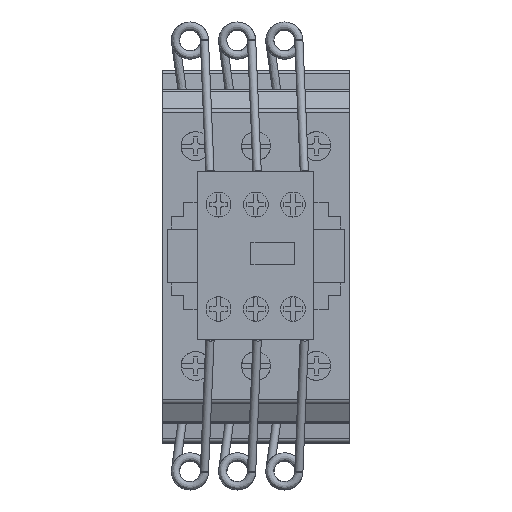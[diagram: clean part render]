
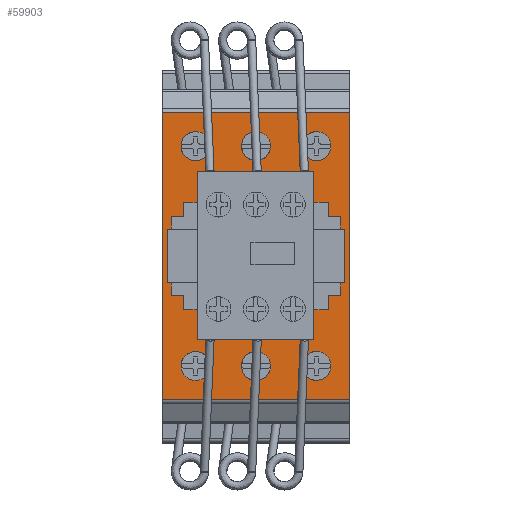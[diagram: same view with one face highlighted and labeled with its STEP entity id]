
A CAD part, top view. The second image highlights one B-rep face of the part: STEP entity #59903.
In plain terms, the highlighted planar face has unit normal (0, 0, 1).
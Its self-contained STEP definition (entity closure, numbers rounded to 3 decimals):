
#49922=CARTESIAN_POINT('',(5.592,-23.218,78.999));
#49923=VERTEX_POINT('',#49922);
#49932=CARTESIAN_POINT('',(4.429,-26.306,78.999));
#49933=VERTEX_POINT('',#49932);
#49934=CARTESIAN_POINT('',(7.9,-25.849,78.999));
#49935=DIRECTION('',(0.0,0.0,-1.0));
#49936=DIRECTION('',(0.0,-1.0,0.0));
#49937=AXIS2_PLACEMENT_3D('',#49934,#49935,#49936);
#49938=CIRCLE('',#49937,3.5);
#49939=EDGE_CURVE('',#49933,#49923,#49938,.T.);
#49941=CARTESIAN_POINT('',(10.208,-28.481,78.999));
#49942=VERTEX_POINT('',#49941);
#49943=CARTESIAN_POINT('',(7.9,-25.849,78.999));
#49944=DIRECTION('',(0.0,0.0,-1.0));
#49945=DIRECTION('',(0.0,-1.0,0.0));
#49946=AXIS2_PLACEMENT_3D('',#49943,#49944,#49945);
#49947=CIRCLE('',#49946,3.5);
#49948=EDGE_CURVE('',#49942,#49933,#49947,.T.);
#50009=CARTESIAN_POINT('',(22.5,-29.35,78.999));
#50010=VERTEX_POINT('',#50009);
#50060=CARTESIAN_POINT('',(22.5,-22.349,78.999));
#50061=VERTEX_POINT('',#50060);
#50068=CARTESIAN_POINT('',(22.5,-25.849,78.999));
#50069=DIRECTION('',(0.0,0.0,-1.0));
#50070=DIRECTION('',(0.0,-1.0,0.0));
#50071=AXIS2_PLACEMENT_3D('',#50068,#50069,#50070);
#50072=CIRCLE('',#50071,3.5);
#50073=EDGE_CURVE('',#50010,#50061,#50072,.T.);
#50085=CARTESIAN_POINT('',(37.1,-29.35,78.999));
#50086=VERTEX_POINT('',#50085);
#50136=CARTESIAN_POINT('',(37.1,-22.349,78.999));
#50137=VERTEX_POINT('',#50136);
#50144=CARTESIAN_POINT('',(37.1,-25.849,78.999));
#50145=DIRECTION('',(0.0,0.0,-1.0));
#50146=DIRECTION('',(0.0,-1.0,0.0));
#50147=AXIS2_PLACEMENT_3D('',#50144,#50145,#50146);
#50148=CIRCLE('',#50147,3.5);
#50149=EDGE_CURVE('',#50086,#50137,#50148,.T.);
#50161=CARTESIAN_POINT('',(37.1,23.75,78.999));
#50162=VERTEX_POINT('',#50161);
#50212=CARTESIAN_POINT('',(37.1,30.751,78.999));
#50213=VERTEX_POINT('',#50212);
#50220=CARTESIAN_POINT('',(37.1,27.25,78.999));
#50221=DIRECTION('',(0.0,0.0,-1.0));
#50222=DIRECTION('',(0.0,-1.0,0.0));
#50223=AXIS2_PLACEMENT_3D('',#50220,#50221,#50222);
#50224=CIRCLE('',#50223,3.5);
#50225=EDGE_CURVE('',#50162,#50213,#50224,.T.);
#50237=CARTESIAN_POINT('',(22.5,23.75,78.999));
#50238=VERTEX_POINT('',#50237);
#50288=CARTESIAN_POINT('',(22.5,30.751,78.999));
#50289=VERTEX_POINT('',#50288);
#50296=CARTESIAN_POINT('',(22.5,27.25,78.999));
#50297=DIRECTION('',(0.0,0.0,-1.0));
#50298=DIRECTION('',(0.0,-1.0,0.0));
#50299=AXIS2_PLACEMENT_3D('',#50296,#50297,#50298);
#50300=CIRCLE('',#50299,3.5);
#50301=EDGE_CURVE('',#50238,#50289,#50300,.T.);
#50313=CARTESIAN_POINT('',(7.9,23.75,78.999));
#50314=VERTEX_POINT('',#50313);
#50364=CARTESIAN_POINT('',(7.9,30.751,78.999));
#50365=VERTEX_POINT('',#50364);
#50372=CARTESIAN_POINT('',(7.9,27.25,78.999));
#50373=DIRECTION('',(0.0,0.0,-1.0));
#50374=DIRECTION('',(0.0,-1.0,0.0));
#50375=AXIS2_PLACEMENT_3D('',#50372,#50373,#50374);
#50376=CIRCLE('',#50375,3.5);
#50377=EDGE_CURVE('',#50314,#50365,#50376,.T.);
#51071=CARTESIAN_POINT('',(11.37,27.707,78.999));
#51072=VERTEX_POINT('',#51071);
#51073=CARTESIAN_POINT('',(7.9,27.25,78.999));
#51074=DIRECTION('',(0.0,0.0,-1.0));
#51075=DIRECTION('',(0.0,-1.0,0.0));
#51076=AXIS2_PLACEMENT_3D('',#51073,#51074,#51075);
#51077=CIRCLE('',#51076,3.5);
#51078=EDGE_CURVE('',#51072,#50314,#51077,.T.);
#51080=CARTESIAN_POINT('',(7.9,27.25,78.999));
#51081=DIRECTION('',(0.0,0.0,-1.0));
#51082=DIRECTION('',(0.0,-1.0,0.0));
#51083=AXIS2_PLACEMENT_3D('',#51080,#51081,#51082);
#51084=CIRCLE('',#51083,3.5);
#51085=EDGE_CURVE('',#50365,#51072,#51084,.T.);
#51785=CARTESIAN_POINT('',(25.97,27.707,78.999));
#51786=VERTEX_POINT('',#51785);
#51787=CARTESIAN_POINT('',(22.5,27.25,78.999));
#51788=DIRECTION('',(0.0,0.0,-1.0));
#51789=DIRECTION('',(0.0,-1.0,0.0));
#51790=AXIS2_PLACEMENT_3D('',#51787,#51788,#51789);
#51791=CIRCLE('',#51790,3.5);
#51792=EDGE_CURVE('',#51786,#50238,#51791,.T.);
#51794=CARTESIAN_POINT('',(22.5,27.25,78.999));
#51795=DIRECTION('',(0.0,0.0,-1.0));
#51796=DIRECTION('',(0.0,-1.0,0.0));
#51797=AXIS2_PLACEMENT_3D('',#51794,#51795,#51796);
#51798=CIRCLE('',#51797,3.5);
#51799=EDGE_CURVE('',#50289,#51786,#51798,.T.);
#52499=CARTESIAN_POINT('',(40.57,27.707,78.999));
#52500=VERTEX_POINT('',#52499);
#52501=CARTESIAN_POINT('',(37.1,27.25,78.999));
#52502=DIRECTION('',(0.0,0.0,-1.0));
#52503=DIRECTION('',(0.0,-1.0,0.0));
#52504=AXIS2_PLACEMENT_3D('',#52501,#52502,#52503);
#52505=CIRCLE('',#52504,3.5);
#52506=EDGE_CURVE('',#52500,#50162,#52505,.T.);
#52508=CARTESIAN_POINT('',(37.1,27.25,78.999));
#52509=DIRECTION('',(0.0,0.0,-1.0));
#52510=DIRECTION('',(0.0,-1.0,0.0));
#52511=AXIS2_PLACEMENT_3D('',#52508,#52509,#52510);
#52512=CIRCLE('',#52511,3.5);
#52513=EDGE_CURVE('',#50213,#52500,#52512,.T.);
#53213=CARTESIAN_POINT('',(40.57,-25.393,78.999));
#53214=VERTEX_POINT('',#53213);
#53215=CARTESIAN_POINT('',(37.1,-25.849,78.999));
#53216=DIRECTION('',(0.0,0.0,-1.0));
#53217=DIRECTION('',(0.0,-1.0,0.0));
#53218=AXIS2_PLACEMENT_3D('',#53215,#53216,#53217);
#53219=CIRCLE('',#53218,3.5);
#53220=EDGE_CURVE('',#53214,#50086,#53219,.T.);
#53222=CARTESIAN_POINT('',(37.1,-25.849,78.999));
#53223=DIRECTION('',(0.0,0.0,-1.0));
#53224=DIRECTION('',(0.0,-1.0,0.0));
#53225=AXIS2_PLACEMENT_3D('',#53222,#53223,#53224);
#53226=CIRCLE('',#53225,3.5);
#53227=EDGE_CURVE('',#50137,#53214,#53226,.T.);
#53927=CARTESIAN_POINT('',(25.97,-25.393,78.999));
#53928=VERTEX_POINT('',#53927);
#53929=CARTESIAN_POINT('',(22.5,-25.849,78.999));
#53930=DIRECTION('',(0.0,0.0,-1.0));
#53931=DIRECTION('',(0.0,-1.0,0.0));
#53932=AXIS2_PLACEMENT_3D('',#53929,#53930,#53931);
#53933=CIRCLE('',#53932,3.5);
#53934=EDGE_CURVE('',#53928,#50010,#53933,.T.);
#53936=CARTESIAN_POINT('',(22.5,-25.849,78.999));
#53937=DIRECTION('',(0.0,0.0,-1.0));
#53938=DIRECTION('',(0.0,-1.0,0.0));
#53939=AXIS2_PLACEMENT_3D('',#53936,#53937,#53938);
#53940=CIRCLE('',#53939,3.5);
#53941=EDGE_CURVE('',#50061,#53928,#53940,.T.);
#54628=CARTESIAN_POINT('',(7.9,-25.849,78.999));
#54629=DIRECTION('',(0.0,0.0,-1.0));
#54630=DIRECTION('',(0.0,-1.0,0.0));
#54631=AXIS2_PLACEMENT_3D('',#54628,#54629,#54630);
#54632=CIRCLE('',#54631,3.5);
#54633=EDGE_CURVE('',#49923,#49942,#54632,.T.);
#59815=CARTESIAN_POINT('',(0.0,35.268,78.999));
#59816=VERTEX_POINT('',#59815);
#59824=CARTESIAN_POINT('',(45.,35.268,78.999));
#59825=VERTEX_POINT('',#59824);
#59826=CARTESIAN_POINT('',(45.,35.268,78.999));
#59827=DIRECTION('',(-1.0,0.0,0.0));
#59828=VECTOR('',#59827,45.);
#59829=LINE('',#59826,#59828);
#59830=EDGE_CURVE('',#59825,#59816,#59829,.T.);
#59843=CARTESIAN_POINT('',(45.,35.268,78.999));
#59844=DIRECTION('',(0.0,0.0,1.0));
#59845=DIRECTION('',(1.0,0.0,0.0));
#59846=AXIS2_PLACEMENT_3D('',#59843,#59844,#59845);
#59847=PLANE('',#59846);
#59848=CARTESIAN_POINT('',(0.0,-33.867,78.999));
#59849=VERTEX_POINT('',#59848);
#59850=CARTESIAN_POINT('',(0.0,35.268,78.999));
#59851=DIRECTION('',(0.0,-1.0,0.0));
#59852=VECTOR('',#59851,69.135);
#59853=LINE('',#59850,#59852);
#59854=EDGE_CURVE('',#59816,#59849,#59853,.T.);
#59855=ORIENTED_EDGE('',*,*,#59854,.T.);
#59856=CARTESIAN_POINT('',(45.,-33.867,78.999));
#59857=VERTEX_POINT('',#59856);
#59858=CARTESIAN_POINT('',(45.,-33.867,78.999));
#59859=DIRECTION('',(-1.0,0.0,0.0));
#59860=VECTOR('',#59859,45.);
#59861=LINE('',#59858,#59860);
#59862=EDGE_CURVE('',#59857,#59849,#59861,.T.);
#59863=ORIENTED_EDGE('',*,*,#59862,.F.);
#59864=CARTESIAN_POINT('',(45.,-33.867,78.999));
#59865=DIRECTION('',(0.0,1.0,0.0));
#59866=VECTOR('',#59865,69.135);
#59867=LINE('',#59864,#59866);
#59868=EDGE_CURVE('',#59857,#59825,#59867,.T.);
#59869=ORIENTED_EDGE('',*,*,#59868,.T.);
#59870=ORIENTED_EDGE('',*,*,#59830,.T.);
#59871=EDGE_LOOP('',(#59855,#59863,#59869,#59870));
#59872=FACE_OUTER_BOUND('',#59871,.T.);
#59873=ORIENTED_EDGE('',*,*,#49939,.T.);
#59874=ORIENTED_EDGE('',*,*,#54633,.T.);
#59875=ORIENTED_EDGE('',*,*,#49948,.T.);
#59876=EDGE_LOOP('',(#59873,#59874,#59875));
#59877=FACE_BOUND('',#59876,.T.);
#59878=ORIENTED_EDGE('',*,*,#51078,.T.);
#59879=ORIENTED_EDGE('',*,*,#50377,.T.);
#59880=ORIENTED_EDGE('',*,*,#51085,.T.);
#59881=EDGE_LOOP('',(#59878,#59879,#59880));
#59882=FACE_BOUND('',#59881,.T.);
#59883=ORIENTED_EDGE('',*,*,#51792,.T.);
#59884=ORIENTED_EDGE('',*,*,#50301,.T.);
#59885=ORIENTED_EDGE('',*,*,#51799,.T.);
#59886=EDGE_LOOP('',(#59883,#59884,#59885));
#59887=FACE_BOUND('',#59886,.T.);
#59888=ORIENTED_EDGE('',*,*,#52506,.T.);
#59889=ORIENTED_EDGE('',*,*,#50225,.T.);
#59890=ORIENTED_EDGE('',*,*,#52513,.T.);
#59891=EDGE_LOOP('',(#59888,#59889,#59890));
#59892=FACE_BOUND('',#59891,.T.);
#59893=ORIENTED_EDGE('',*,*,#53220,.T.);
#59894=ORIENTED_EDGE('',*,*,#50149,.T.);
#59895=ORIENTED_EDGE('',*,*,#53227,.T.);
#59896=EDGE_LOOP('',(#59893,#59894,#59895));
#59897=FACE_BOUND('',#59896,.T.);
#59898=ORIENTED_EDGE('',*,*,#53934,.T.);
#59899=ORIENTED_EDGE('',*,*,#50073,.T.);
#59900=ORIENTED_EDGE('',*,*,#53941,.T.);
#59901=EDGE_LOOP('',(#59898,#59899,#59900));
#59902=FACE_BOUND('',#59901,.T.);
#59903=ADVANCED_FACE('',(#59872,#59877,#59882,#59887,#59892,#59897,#59902),#59847,.T.);
